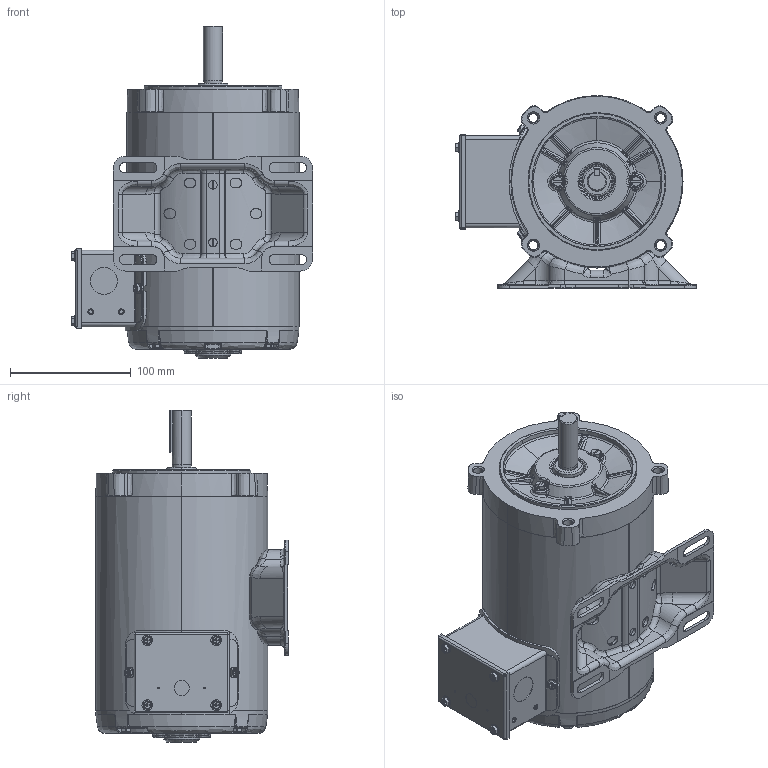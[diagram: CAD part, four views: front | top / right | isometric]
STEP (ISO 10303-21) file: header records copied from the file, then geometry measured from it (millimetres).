
FILE_DESCRIPTION (( 'STEP AP214' ), '1' );
FILE_NAME ('614-0004-005_RevE_56C_2HP r1 Coord.STEP', '2021-07-29T13:44:24', ( '' ), ( '' ), 'SwSTEP 2.0', 'SolidWorks 2017', '' );
FILE_SCHEMA (( 'AUTOMOTIVE_DESIGN' ));
Length unit declared in the file: inch
Products named in the file (1): 614-0004-005_RevE_56C_2HP r1 Coord
Bounding box: 199.87 x 159.76 x 275.27 mm (x, y, z)
Volume: 562578.1 mm3; surface area: 425059.4 mm2
Topology: 25 solids, 25 shells, 5325 faces, 12639 edges, 7310 vertices
Faces by surface type: plane 2945, bspline 1428, cylinder 586, cone 366
Entity records: 191325 total; most frequent: CARTESIAN_POINT 77684, ORIENTED_EDGE 24986, DIRECTION 22139, EDGE_CURVE 12493, AXIS2_PLACEMENT_3D 8170, VERTEX_POINT 7310, VECTOR 5799, LINE 5799
